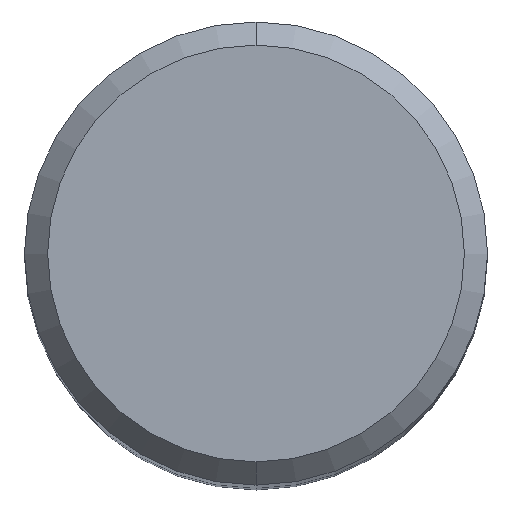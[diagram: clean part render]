
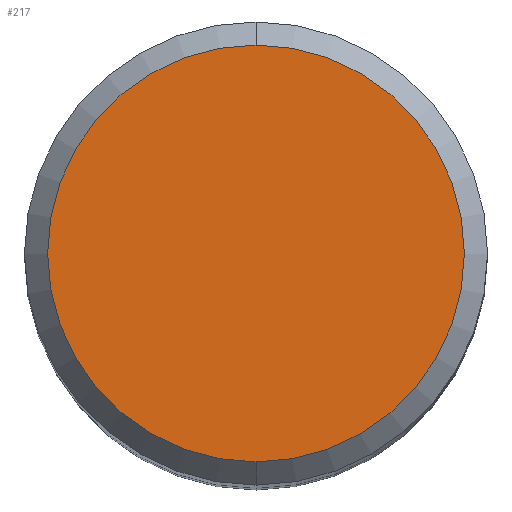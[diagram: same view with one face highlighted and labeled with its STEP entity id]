
A CAD part, top view. The second image highlights one B-rep face of the part: STEP entity #217.
In plain terms, the highlighted planar face has unit normal (0, 0, 1).
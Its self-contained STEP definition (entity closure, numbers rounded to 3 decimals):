
#171=VERTEX_POINT('',#462);
#217=ADVANCED_FACE('',(#511),#512,.T.);
#299=EDGE_CURVE('',#385,#171,#602,.T.);
#355=EDGE_CURVE('',#171,#385,#665,.T.);
#385=VERTEX_POINT('',#698);
#462=CARTESIAN_POINT('',(0.0,5.4,0.0));
#511=FACE_OUTER_BOUND('',#908,.T.);
#512=PLANE('',#909);
#602=CIRCLE('',#1081,5.4);
#665=CIRCLE('',#1197,5.4);
#698=CARTESIAN_POINT('',(0.,-5.4,0.0));
#908=EDGE_LOOP('',(#1487,#1488));
#909=AXIS2_PLACEMENT_3D('',#1489,#1490,#1491);
#1081=AXIS2_PLACEMENT_3D('',#1586,#1587,#1588);
#1197=AXIS2_PLACEMENT_3D('',#1687,#1688,#1689);
#1487=ORIENTED_EDGE('',*,*,#355,.F.);
#1488=ORIENTED_EDGE('',*,*,#299,.F.);
#1489=CARTESIAN_POINT('',(0.0,2.7,0.0));
#1490=DIRECTION('',(-0.0,0.0,1.0));
#1491=DIRECTION('',(0.0,-1.0,0.0));
#1586=CARTESIAN_POINT('',(0.0,0.0,0.0));
#1587=DIRECTION('',(0.0,0.0,-1.0));
#1588=DIRECTION('',(0.0,1.0,0.0));
#1687=CARTESIAN_POINT('',(0.0,0.0,0.0));
#1688=DIRECTION('',(0.0,0.0,-1.0));
#1689=DIRECTION('',(0.0,1.0,0.0));
